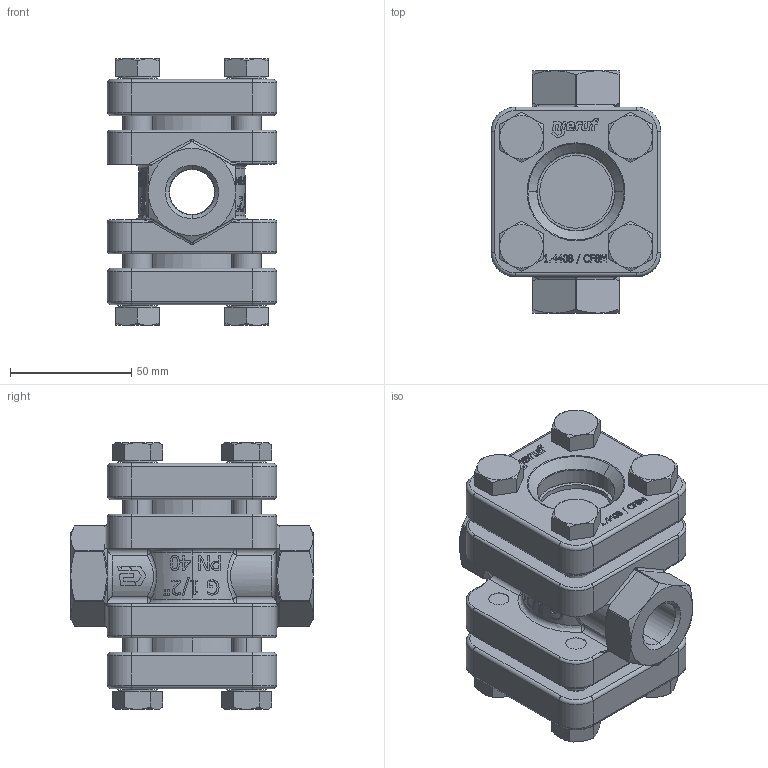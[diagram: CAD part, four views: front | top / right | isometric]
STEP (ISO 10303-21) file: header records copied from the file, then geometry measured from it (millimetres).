
FILE_DESCRIPTION (( 'STEP AP214' ), '1' );
FILE_NAME ('GS03_1-2_Durchfluss-Schauglas_Dummy.STEP', '2020-02-18T12:31:10', ( '' ), ( '' ), 'SwSTEP 2.0', 'SolidWorks 2020', '' );
FILE_SCHEMA (( 'AUTOMOTIVE_DESIGN' ));
Length unit declared in the file: millimetre
Products named in the file (1): GS03_1-2_Durchfluss-Schauglas_Dummy
Bounding box: 70 x 100 x 110 mm (x, y, z)
Volume: 336035.6 mm3; surface area: 105539.1 mm2
Topology: 17 solids, 17 shells, 1650 faces, 4207 edges, 2706 vertices
Faces by surface type: plane 777, cylinder 346, bspline 301, cone 124, torus 94, sphere 8
Entity records: 81904 total; most frequent: CARTESIAN_POINT 25551, ORIENTED_EDGE 8398, DIRECTION 6999, EDGE_CURVE 4199, VERTEX_POINT 2706, AXIS2_PLACEMENT_3D 2372, LINE 2255, VECTOR 2255
